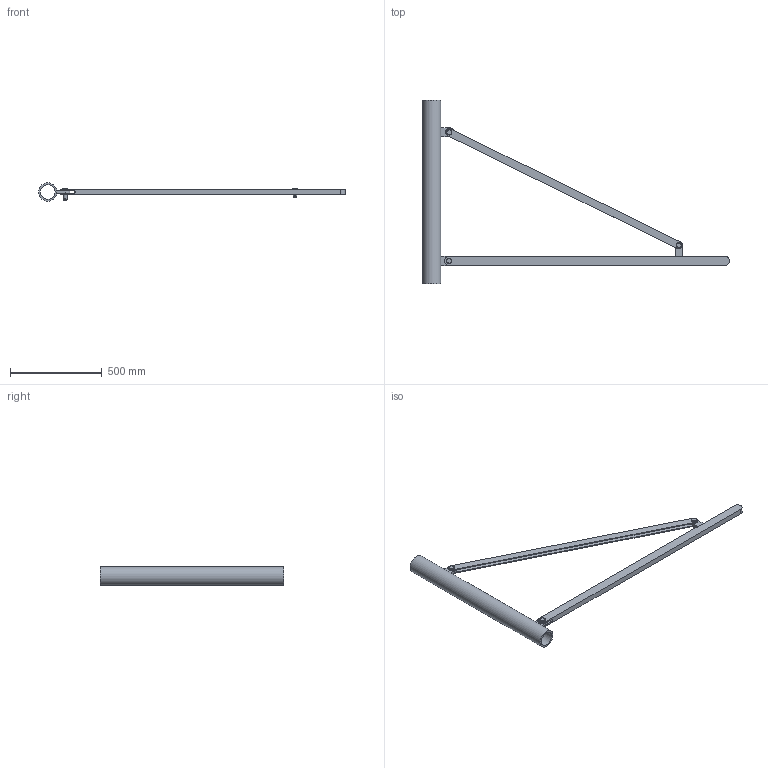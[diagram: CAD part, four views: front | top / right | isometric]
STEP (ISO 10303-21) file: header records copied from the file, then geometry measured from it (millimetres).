
FILE_DESCRIPTION(/* description */ (''),/* implementation_level */ '2;1');
FILE_NAME(/* name */ 'żurawik do MES.stp',/* time_stamp */ '2017-05-04T13:31:44+02:00',/* author */ ('337BS'),/* organization */ (''),/* preprocessor_version */ 'ST-DEVELOPER v16.5',/* originating_system */ 'Autodesk Inventor 2017',/* authorisation */ '');
FILE_SCHEMA (('AUTOMOTIVE_DESIGN { 1 0 10303 214 3 1 1 }'));
Length unit declared in the file: millimetre
Products named in the file (6): żurawik do MES; Część1; Część2; Część3; PN-90/M-83002 - B 20x40; PN-90/M-83002 - B 20x60
Assembly tree (7 placements, depth 2):
  żurawik do MES
    Część1
    Część2
    Część3  x2
    PN-90/M-83002 - B 20x40  x2
    PN-90/M-83002 - B 20x60
Bounding box: 1670 x 1000 x 100 mm (x, y, z)
Volume: 5817723 mm3; surface area: 1120434.6 mm2
Topology: 7 solids, 7 shells, 74 faces, 159 edges, 105 vertices
Faces by surface type: plane 37, cylinder 31, cone 6
Full cylindrical faces by diameter (mm): 5 x3, 20 x12, 30 x3, 80 x1, 100 x1
Entity records: 1839 total; most frequent: CARTESIAN_POINT 391, DIRECTION 296, ORIENTED_EDGE 212, AXIS2_PLACEMENT_3D 123, EDGE_CURVE 106, EDGE_LOOP 102, VERTEX_POINT 82, FACE_OUTER_BOUND 58
